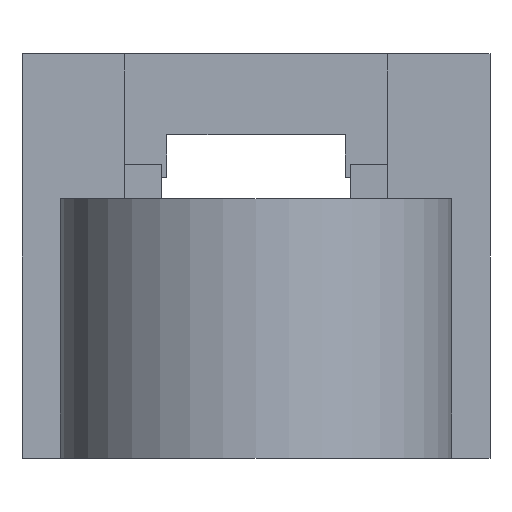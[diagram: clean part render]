
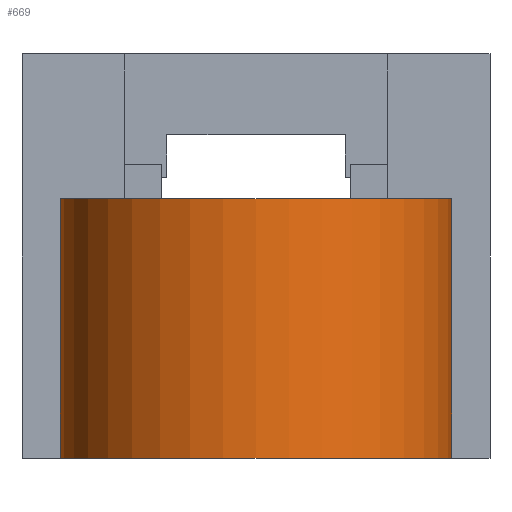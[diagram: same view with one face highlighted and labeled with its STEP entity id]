
A CAD part, front view. The second image highlights one B-rep face of the part: STEP entity #669.
In plain terms, the highlighted cylindrical face has radius 23 mm (diameter 46 mm), a partial arc.
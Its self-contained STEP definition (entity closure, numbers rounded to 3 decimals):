
#15=CYLINDRICAL_SURFACE('',#715,23.);
#34=CIRCLE('',#697,23.);
#44=CIRCLE('',#716,23.);
#59=FACE_OUTER_BOUND('',#100,.T.);
#100=EDGE_LOOP('',(#558,#559,#560,#561));
#185=LINE('',#1054,#266);
#192=LINE('',#1067,#273);
#266=VECTOR('',#847,10.);
#273=VECTOR('',#856,10.);
#312=VERTEX_POINT('',#973);
#315=VERTEX_POINT('',#981);
#343=VERTEX_POINT('',#1053);
#348=VERTEX_POINT('',#1065);
#386=EDGE_CURVE('',#312,#315,#34,.T.);
#422=EDGE_CURVE('',#312,#343,#185,.T.);
#429=EDGE_CURVE('',#348,#315,#192,.T.);
#430=EDGE_CURVE('',#343,#348,#44,.T.);
#558=ORIENTED_EDGE('',*,*,#430,.F.);
#559=ORIENTED_EDGE('',*,*,#422,.F.);
#560=ORIENTED_EDGE('',*,*,#386,.T.);
#561=ORIENTED_EDGE('',*,*,#429,.F.);
#669=ADVANCED_FACE('',(#59),#15,.T.);
#697=AXIS2_PLACEMENT_3D('',#983,#787,#788);
#715=AXIS2_PLACEMENT_3D('',#1068,#857,#858);
#716=AXIS2_PLACEMENT_3D('',#1069,#859,#860);
#787=DIRECTION('center_axis',(0.,0.,
1.));
#788=DIRECTION('ref_axis',(1.,0.,0.));
#847=DIRECTION('',(0.,0.,1.));
#856=DIRECTION('',(0.,0.,-1.));
#857=DIRECTION('center_axis',(0.,0.,-1.));
#858=DIRECTION('ref_axis',(1.,0.,0.));
#859=DIRECTION('center_axis',(0.,0.,1.));
#860=DIRECTION('ref_axis',(1.,0.,0.));
#973=CARTESIAN_POINT('',(-15.5,16.993,-2.));
#981=CARTESIAN_POINT('',(15.5,16.993,-2.));
#983=CARTESIAN_POINT('Origin',(0.,0.,
-2.));
#1053=CARTESIAN_POINT('',(-15.5,16.993,28.5));
#1054=CARTESIAN_POINT('',(-15.5,16.993,28.5));
#1065=CARTESIAN_POINT('',(15.5,16.993,28.5));
#1067=CARTESIAN_POINT('',(15.5,16.993,28.5));
#1068=CARTESIAN_POINT('Origin',(0.,0.,
28.5));
#1069=CARTESIAN_POINT('Origin',(0.,0.,
28.5));
